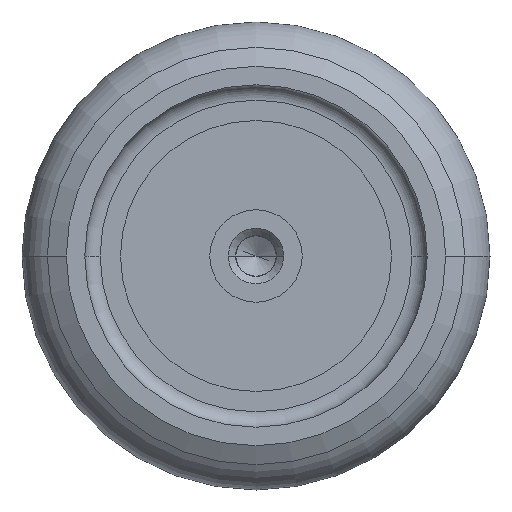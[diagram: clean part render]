
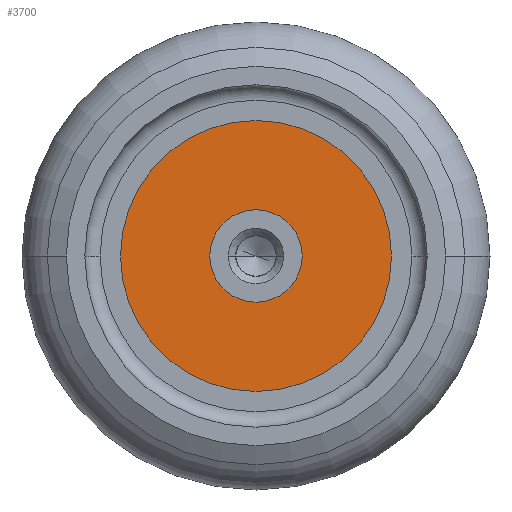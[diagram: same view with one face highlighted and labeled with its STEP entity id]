
A CAD part, front view. The second image highlights one B-rep face of the part: STEP entity #3700.
In plain terms, the highlighted planar face has unit normal (0, -1, 0).
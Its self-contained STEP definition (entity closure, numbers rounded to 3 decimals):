
#120=CARTESIAN_POINT('',(-5.75,-3.7,0.));
#130=VERTEX_POINT('',#120);
#290=CARTESIAN_POINT('',(1.75,-3.7,0.));
#300=VERTEX_POINT('',#290);
#330=CARTESIAN_POINT('',(-2.,-3.7,0.));
#340=DIRECTION('',(0.,1.,0.));
#350=DIRECTION('',(-1.,0.,0.));
#360=AXIS2_PLACEMENT_3D('',#330,#340,#350);
#370=CIRCLE('',#360,3.75);
#380=EDGE_CURVE('',#300,#130,#370,.T.);
#3450=CARTESIAN_POINT('',(-9.375,-3.7,0.));
#3460=DIRECTION('',(-0.,1.,0.));
#3470=DIRECTION('',(1.,0.,0.));
#3480=AXIS2_PLACEMENT_3D('',#3450,#3460,#3470);
#3490=PLANE('',#3480);
#3500=EDGE_CURVE('',#130,#300,#370,.T.);
#3510=ORIENTED_EDGE('',*,*,#3500,.T.);
#3520=ORIENTED_EDGE('',*,*,#380,.T.);
#3530=EDGE_LOOP('',(#3520,#3510));
#3540=FACE_BOUND('',#3530,.T.);
#3550=CARTESIAN_POINT('',(-2.,-3.7,0.));
#3560=DIRECTION('',(0.,-1.,0.));
#3570=DIRECTION('',(-1.,0.,0.));
#3580=AXIS2_PLACEMENT_3D('',#3550,#3560,#3570);
#3590=CIRCLE('',#3580,11.);
#3600=CARTESIAN_POINT('',(-13.,-3.7,0.));
#3610=VERTEX_POINT('',#3600);
#3620=CARTESIAN_POINT('',(9.,-3.7,0.));
#3630=VERTEX_POINT('',#3620);
#3640=EDGE_CURVE('',#3610,#3630,#3590,.T.);
#3650=ORIENTED_EDGE('',*,*,#3640,.T.);
#3660=EDGE_CURVE('',#3630,#3610,#3590,.T.);
#3670=ORIENTED_EDGE('',*,*,#3660,.T.);
#3680=EDGE_LOOP('',(#3670,#3650));
#3690=FACE_OUTER_BOUND('',#3680,.T.);
#3700=ADVANCED_FACE('',(#3540,#3690),#3490,.F.);
